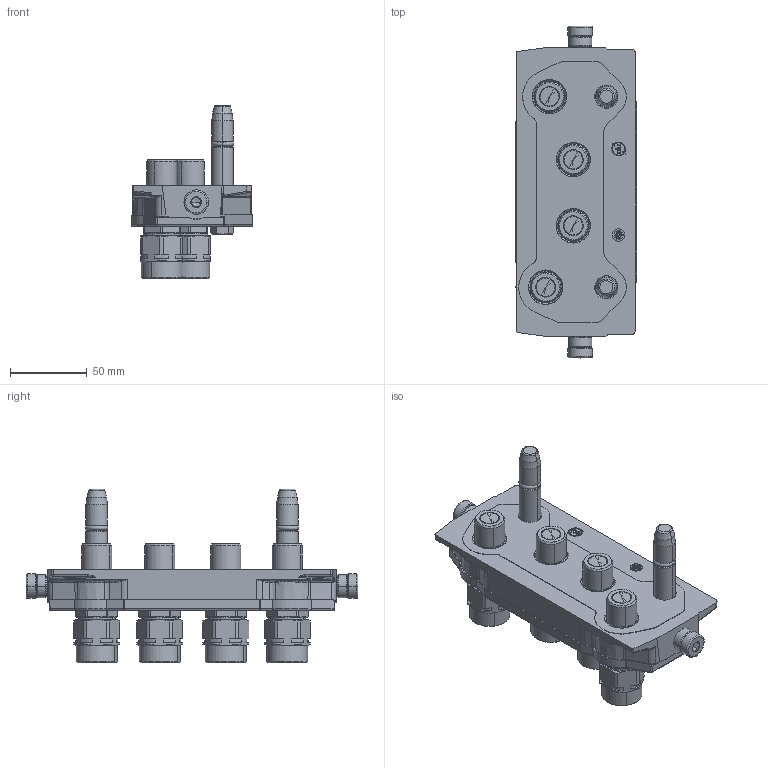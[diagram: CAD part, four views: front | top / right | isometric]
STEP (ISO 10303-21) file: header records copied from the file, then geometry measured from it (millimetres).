
FILE_DESCRIPTION (( 'STEP AP214' ), '1' );
FILE_NAME ('FASTER.step', '2024-01-19T07:16:50', ( '' ), ( '' ), 'SwSTEP 2.0', 'SolidWorks 2017', '' );
FILE_SCHEMA (( 'AUTOMOTIVE_DESIGN' ));
Length unit declared in the file: millimetre
Products named in the file (11): 1540_080_0008_000; 2ffnp38_gas_m2v; 4832_010_0001_000; 4830_021_0000_000; FASTER; 4830_013_3000_020; PS06_M_BASE; or2_62x9_19_m; 4830_028_1000_002; et002; 4800_315_0002_000
Assembly tree (18 placements, depth 3):
  FASTER
    PS06_M_BASE
      4832_010_0001_000
      1540_080_0008_000  x2
      4830_013_3000_020  x2
      4830_028_1000_002  x2
      4830_021_0000_000  x2
      4800_315_0002_000
      or2_62x9_19_m  x2
    2ffnp38_gas_m2v  x4
    et002
Bounding box: 79.23 x 216 x 112.8 mm (x, y, z)
Volume: 89952.5 mm3; surface area: 172012.1 mm2
Topology: 10 solids, 29 shells, 5044 faces, 13130 edges, 8335 vertices
Faces by surface type: plane 2660, cylinder 923, bspline 803, cone 458, torus 158, sphere 42
Entity records: 166837 total; most frequent: CARTESIAN_POINT 74995, ORIENTED_EDGE 20208, DIRECTION 16364, EDGE_CURVE 10127, LINE 6564, VECTOR 6564, VERTEX_POINT 6401, AXIS2_PLACEMENT_3D 4900
